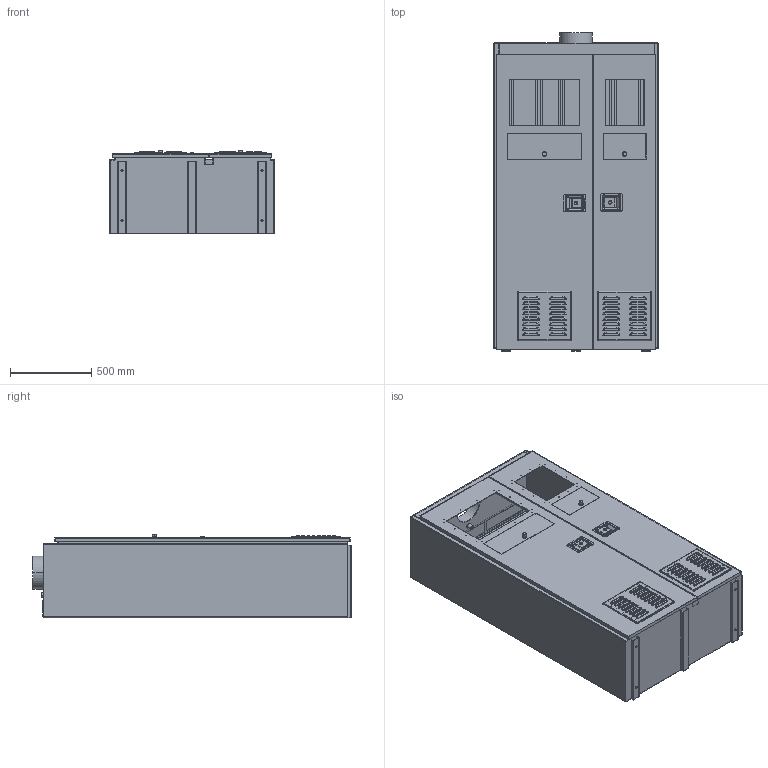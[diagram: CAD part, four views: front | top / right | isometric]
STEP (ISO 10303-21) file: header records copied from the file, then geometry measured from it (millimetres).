
FILE_DESCRIPTION((''),'2;1');
FILE_NAME('MCAB-0137-UN_ASM','2019-04-02T',('dlachman'),('MATHESON TRI-GAS'),'CREO PARAMETRIC BY PTC INC, 2018220','CREO PARAMETRIC BY PTC INC, 2018220','');
FILE_SCHEMA(('CONFIG_CONTROL_DESIGN'));
Length unit declared in the file: inch
Products named in the file (10): 1179F-FRAME-3CE; 1179F-ROOF-WIDE; 1179F-COVER; 1179F-DOOR-WIDE; 1179F-DOOR-NARROW; MLAT-0020-PT1; MCAB-DOOR-LOUVER; MCAB-NPT-CPL; MCAB-ACC-LATCH; MCAB-0137-UN_ASM
Assembly tree (12 placements, depth 2):
  MCAB-0137-UN_ASM
    1179F-FRAME-3CE
    1179F-ROOF-WIDE
    1179F-COVER
    1179F-DOOR-WIDE
    1179F-DOOR-NARROW
    MLAT-0020-PT1  x2
    MCAB-DOOR-LOUVER  x2
    MCAB-NPT-CPL
    MCAB-ACC-LATCH  x2
Bounding box: 1016 x 1962.15 x 516.23 mm (x, y, z)
Volume: 23829362 mm3; surface area: 16390173.6 mm2
Topology: 17 solids, 17 shells, 1417 faces, 3900 edges, 2560 vertices
Faces by surface type: plane 651, cylinder 558, torus 144, sphere 32, cone 20, bspline 12
Entity records: 30857 total; most frequent: CARTESIAN_POINT 5569, DIRECTION 5483, ORIENTED_EDGE 5102, EDGE_CURVE 2551, AXIS2_PLACEMENT_3D 2001, VERTEX_POINT 1690, VECTOR 1481, LINE 1481
